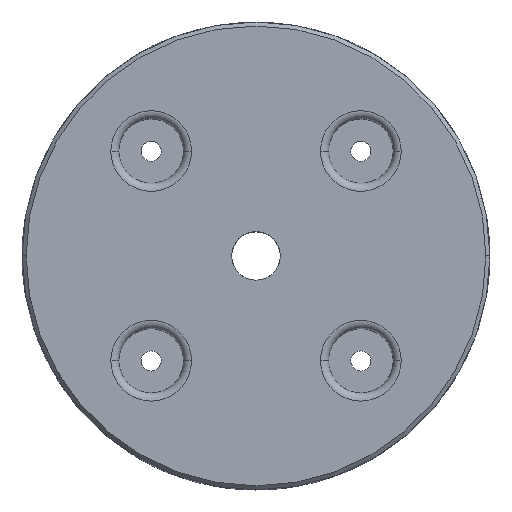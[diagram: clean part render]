
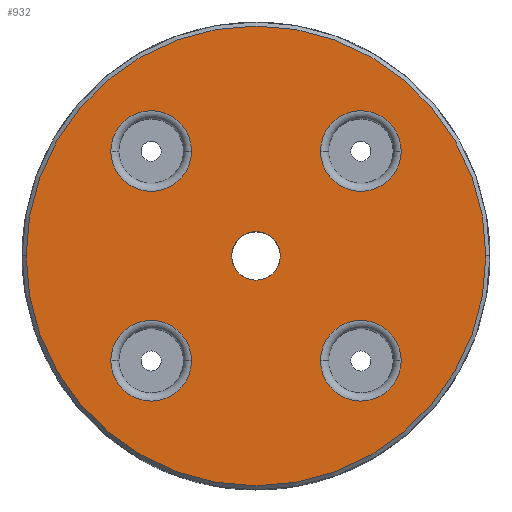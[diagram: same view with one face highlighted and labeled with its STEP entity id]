
A CAD part, top view. The second image highlights one B-rep face of the part: STEP entity #932.
In plain terms, the highlighted planar face has unit normal (0, 0, 1).
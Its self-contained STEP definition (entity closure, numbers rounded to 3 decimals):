
#15 = CIRCLE ( 'NONE', #790, 6. ) ;
#45 = CIRCLE ( 'NONE', #2781, 10. ) ;
#65 = DIRECTION ( 'NONE',  ( 1., 0., 0. ) ) ;
#89 = CIRCLE ( 'NONE', #2575, 57. ) ;
#99 = EDGE_CURVE ( 'NONE', #203, #4047, #15, .T. ) ;
#104 = CARTESIAN_POINT ( 'NONE',  ( -36., -26., 29. ) ) ;
#148 = CARTESIAN_POINT ( 'NONE',  ( 36., 26., 29. ) ) ;
#158 = DIRECTION ( 'NONE',  ( 1., 0., 0. ) ) ;
#172 = CARTESIAN_POINT ( 'NONE',  ( 0., 0., 29. ) ) ;
#203 = VERTEX_POINT ( 'NONE', #2315 ) ;
#288 = DIRECTION ( 'NONE',  ( 1., 0., 0. ) ) ;
#295 = EDGE_CURVE ( 'NONE', #3034, #1495, #2260, .T. ) ;
#329 = DIRECTION ( 'NONE',  ( 1., 0., 0. ) ) ;
#370 = ORIENTED_EDGE ( 'NONE', *, *, #607, .T. ) ;
#392 = DIRECTION ( 'NONE',  ( 0., 0., -1. ) ) ;
#452 = FACE_BOUND ( 'NONE', #2845, .T. ) ;
#476 = AXIS2_PLACEMENT_3D ( 'NONE', #1993, #2266, #1293 ) ;
#521 = EDGE_CURVE ( 'NONE', #2625, #1309, #45, .T. ) ;
#540 = EDGE_CURVE ( 'NONE', #1309, #2625, #1322, .T. ) ;
#598 = EDGE_LOOP ( 'NONE', ( #1838, #370 ) ) ;
#607 = EDGE_CURVE ( 'NONE', #1495, #3034, #89, .T. ) ;
#644 = CARTESIAN_POINT ( 'NONE',  ( -26., -26., 29. ) ) ;
#680 = DIRECTION ( 'NONE',  ( 0., 0., -1. ) ) ;
#690 = DIRECTION ( 'NONE',  ( 1., 0., 0. ) ) ;
#749 = CARTESIAN_POINT ( 'NONE',  ( -36., 26., 29. ) ) ;
#790 = AXIS2_PLACEMENT_3D ( 'NONE', #1254, #3223, #288 ) ;
#809 = FACE_BOUND ( 'NONE', #1035, .T. ) ;
#849 = EDGE_LOOP ( 'NONE', ( #2632, #3220 ) ) ;
#866 = FACE_BOUND ( 'NONE', #849, .T. ) ;
#897 = EDGE_LOOP ( 'NONE', ( #1294, #2599 ) ) ;
#932 = ADVANCED_FACE ( 'NONE', ( #866, #809, #452, #1815, #4187, #3320 ), #2435, .T. ) ;
#994 = CARTESIAN_POINT ( 'NONE',  ( 0., 0., 29. ) ) ;
#1034 = CARTESIAN_POINT ( 'NONE',  ( -26., 26., 29. ) ) ;
#1035 = EDGE_LOOP ( 'NONE', ( #1969, #2423 ) ) ;
#1055 = AXIS2_PLACEMENT_3D ( 'NONE', #172, #3178, #3166 ) ;
#1090 = VERTEX_POINT ( 'NONE', #3854 ) ;
#1115 = ORIENTED_EDGE ( 'NONE', *, *, #3080, .T. ) ;
#1254 = CARTESIAN_POINT ( 'NONE',  ( 0., 0., 29. ) ) ;
#1283 = AXIS2_PLACEMENT_3D ( 'NONE', #994, #3280, #1329 ) ;
#1293 = DIRECTION ( 'NONE',  ( 1., 0., 0. ) ) ;
#1294 = ORIENTED_EDGE ( 'NONE', *, *, #3816, .F. ) ;
#1309 = VERTEX_POINT ( 'NONE', #3345 ) ;
#1322 = CIRCLE ( 'NONE', #3079, 10. ) ;
#1324 = CARTESIAN_POINT ( 'NONE',  ( -57., 0., 29. ) ) ;
#1329 = DIRECTION ( 'NONE',  ( 1., 0., 0. ) ) ;
#1360 = DIRECTION ( 'NONE',  ( 1., 0., 0. ) ) ;
#1369 = EDGE_LOOP ( 'NONE', ( #1905, #3795 ) ) ;
#1411 = CARTESIAN_POINT ( 'NONE',  ( -16., 26., 29. ) ) ;
#1430 = DIRECTION ( 'NONE',  ( 1., 0., 0. ) ) ;
#1495 = VERTEX_POINT ( 'NONE', #1911 ) ;
#1606 = DIRECTION ( 'NONE',  ( 0., 0., -1. ) ) ;
#1644 = CARTESIAN_POINT ( 'NONE',  ( 26., -26., 29. ) ) ;
#1693 = AXIS2_PLACEMENT_3D ( 'NONE', #2161, #2763, #158 ) ;
#1707 = CIRCLE ( 'NONE', #1693, 10. ) ;
#1750 = DIRECTION ( 'NONE',  ( 0., 0., 1. ) ) ;
#1815 = FACE_BOUND ( 'NONE', #1369, .T. ) ;
#1838 = ORIENTED_EDGE ( 'NONE', *, *, #295, .T. ) ;
#1899 = VERTEX_POINT ( 'NONE', #104 ) ;
#1905 = ORIENTED_EDGE ( 'NONE', *, *, #521, .T. ) ;
#1911 = CARTESIAN_POINT ( 'NONE',  ( 57., 0., 29. ) ) ;
#1969 = ORIENTED_EDGE ( 'NONE', *, *, #3055, .T. ) ;
#1993 = CARTESIAN_POINT ( 'NONE',  ( -26., -26., 29. ) ) ;
#1995 = EDGE_CURVE ( 'NONE', #3407, #2434, #1707, .T. ) ;
#2019 = DIRECTION ( 'NONE',  ( 0., 0., 1. ) ) ;
#2034 = CARTESIAN_POINT ( 'NONE',  ( 0., 0., 29. ) ) ;
#2058 = AXIS2_PLACEMENT_3D ( 'NONE', #1034, #3665, #1360 ) ;
#2095 = CARTESIAN_POINT ( 'NONE',  ( 6., 0., 29. ) ) ;
#2126 = EDGE_CURVE ( 'NONE', #1899, #1090, #3608, .T. ) ;
#2161 = CARTESIAN_POINT ( 'NONE',  ( 26., 26., 29. ) ) ;
#2225 = EDGE_CURVE ( 'NONE', #3359, #2323, #3392, .T. ) ;
#2260 = CIRCLE ( 'NONE', #1055, 57. ) ;
#2266 = DIRECTION ( 'NONE',  ( 0., 0., -1. ) ) ;
#2279 = CARTESIAN_POINT ( 'NONE',  ( 26., -26., 29. ) ) ;
#2286 = AXIS2_PLACEMENT_3D ( 'NONE', #2973, #392, #690 ) ;
#2315 = CARTESIAN_POINT ( 'NONE',  ( -6., 0., 29. ) ) ;
#2323 = VERTEX_POINT ( 'NONE', #1411 ) ;
#2423 = ORIENTED_EDGE ( 'NONE', *, *, #2126, .T. ) ;
#2434 = VERTEX_POINT ( 'NONE', #2801 ) ;
#2435 = PLANE ( 'NONE',  #3785 ) ;
#2534 = ORIENTED_EDGE ( 'NONE', *, *, #1995, .T. ) ;
#2547 = CIRCLE ( 'NONE', #2286, 10. ) ;
#2575 = AXIS2_PLACEMENT_3D ( 'NONE', #2034, #2019, #65 ) ;
#2599 = ORIENTED_EDGE ( 'NONE', *, *, #99, .F. ) ;
#2625 = VERTEX_POINT ( 'NONE', #3982 ) ;
#2632 = ORIENTED_EDGE ( 'NONE', *, *, #3430, .T. ) ;
#2763 = DIRECTION ( 'NONE',  ( 0., 0., -1. ) ) ;
#2781 = AXIS2_PLACEMENT_3D ( 'NONE', #2279, #3632, #2974 ) ;
#2801 = CARTESIAN_POINT ( 'NONE',  ( 16., 26., 29. ) ) ;
#2845 = EDGE_LOOP ( 'NONE', ( #2534, #1115 ) ) ;
#2973 = CARTESIAN_POINT ( 'NONE',  ( 26., 26., 29. ) ) ;
#2974 = DIRECTION ( 'NONE',  ( 1., 0., 0. ) ) ;
#3034 = VERTEX_POINT ( 'NONE', #1324 ) ;
#3055 = EDGE_CURVE ( 'NONE', #1090, #1899, #3401, .T. ) ;
#3066 = CARTESIAN_POINT ( 'NONE',  ( -26., 26., 29. ) ) ;
#3079 = AXIS2_PLACEMENT_3D ( 'NONE', #1644, #680, #3618 ) ;
#3080 = EDGE_CURVE ( 'NONE', #2434, #3407, #2547, .T. ) ;
#3166 = DIRECTION ( 'NONE',  ( 1., 0., 0. ) ) ;
#3178 = DIRECTION ( 'NONE',  ( 0., 0., 1. ) ) ;
#3220 = ORIENTED_EDGE ( 'NONE', *, *, #2225, .T. ) ;
#3223 = DIRECTION ( 'NONE',  ( 0., 0., 1. ) ) ;
#3280 = DIRECTION ( 'NONE',  ( 0., 0., 1. ) ) ;
#3320 = FACE_BOUND ( 'NONE', #897, .T. ) ;
#3345 = CARTESIAN_POINT ( 'NONE',  ( 16., -26., 29. ) ) ;
#3359 = VERTEX_POINT ( 'NONE', #749 ) ;
#3387 = CARTESIAN_POINT ( 'NONE',  ( 0., 0., 29. ) ) ;
#3392 = CIRCLE ( 'NONE', #2058, 10. ) ;
#3401 = CIRCLE ( 'NONE', #3429, 10. ) ;
#3407 = VERTEX_POINT ( 'NONE', #148 ) ;
#3418 = DIRECTION ( 'NONE',  ( 0., 0., -1. ) ) ;
#3429 = AXIS2_PLACEMENT_3D ( 'NONE', #644, #1606, #329 ) ;
#3430 = EDGE_CURVE ( 'NONE', #2323, #3359, #4185, .T. ) ;
#3509 = AXIS2_PLACEMENT_3D ( 'NONE', #3066, #3418, #1430 ) ;
#3608 = CIRCLE ( 'NONE', #476, 10. ) ;
#3618 = DIRECTION ( 'NONE',  ( 1., 0., 0. ) ) ;
#3632 = DIRECTION ( 'NONE',  ( 0., 0., -1. ) ) ;
#3665 = DIRECTION ( 'NONE',  ( 0., 0., -1. ) ) ;
#3785 = AXIS2_PLACEMENT_3D ( 'NONE', #3387, #1750, #4046 ) ;
#3795 = ORIENTED_EDGE ( 'NONE', *, *, #540, .T. ) ;
#3816 = EDGE_CURVE ( 'NONE', #4047, #203, #4193, .T. ) ;
#3854 = CARTESIAN_POINT ( 'NONE',  ( -16., -26., 29. ) ) ;
#3982 = CARTESIAN_POINT ( 'NONE',  ( 36., -26., 29. ) ) ;
#4046 = DIRECTION ( 'NONE',  ( 1., 0., 0. ) ) ;
#4047 = VERTEX_POINT ( 'NONE', #2095 ) ;
#4185 = CIRCLE ( 'NONE', #3509, 10. ) ;
#4187 = FACE_OUTER_BOUND ( 'NONE', #598, .T. ) ;
#4193 = CIRCLE ( 'NONE', #1283, 6. ) ;
